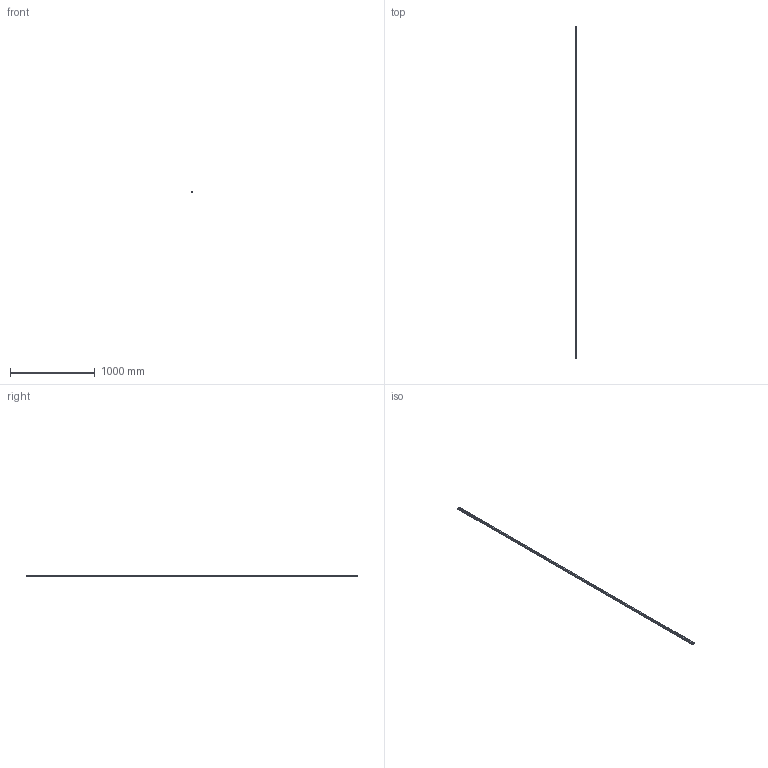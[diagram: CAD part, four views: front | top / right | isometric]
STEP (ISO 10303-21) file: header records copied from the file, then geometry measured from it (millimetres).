
FILE_DESCRIPTION(('STEP AP214'),'1');
FILE_NAME('cctmp_89D61847-A0D5-4656-98C1-FE33EEADDFC9_2020_5_28_9_55_9_783..stp','2020-05-28T07:55:10',('HIWIN GmbH'),('CADClick - www.CADClick.com'),'Spatial InterOp 3D',' ','unknown authorization');
FILE_SCHEMA(('AUTOMOTIVE_DESIGN'));
Length unit declared in the file: millimetre
Products named in the file (1): HGR25R3920H_FILE
Bounding box: 23 x 3920 x 22 mm (x, y, z)
Volume: 1628846.7 mm3; surface area: 402845.1 mm2
Topology: 1 solids, 1 shells, 903 faces, 2295 edges, 1530 vertices
Faces by surface type: plane 485, cylinder 418
Entity records: 35241 total; most frequent: DIRECTION 5467, CARTESIAN_POINT 4729, ORIENTED_EDGE 4590, EDGE_CURVE 2295, AXIS2_PLACEMENT_3D 2268, VERTEX_POINT 1530, CIRCLE 1100, EDGE_LOOP 1039
